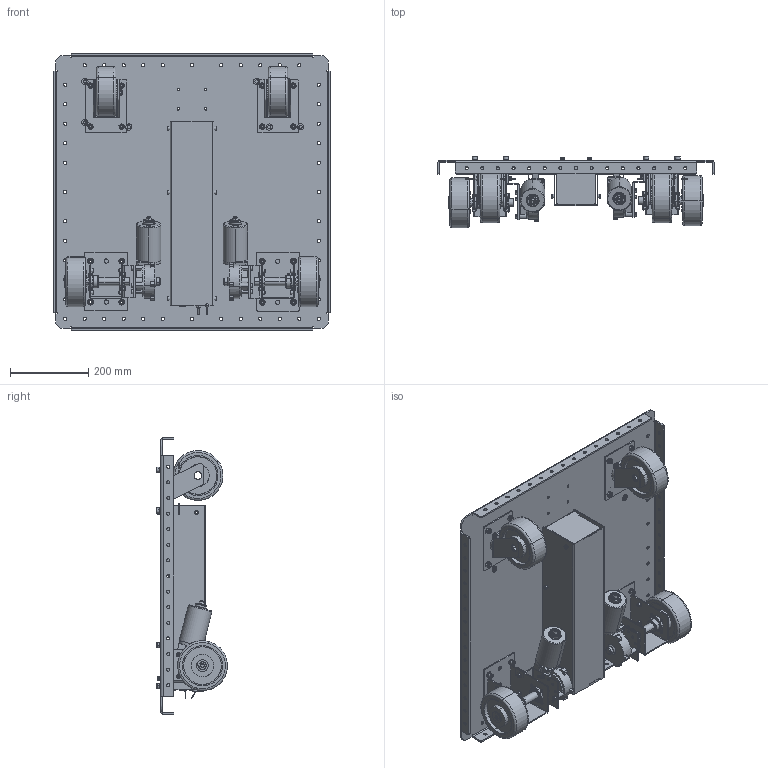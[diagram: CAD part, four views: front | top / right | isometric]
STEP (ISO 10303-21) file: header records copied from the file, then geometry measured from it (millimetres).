
FILE_DESCRIPTION (( 'STEP AP214' ), '1' );
FILE_NAME ('320.001.102_RC_Podium_MidProfile.STEP', '2023-03-22T08:18:59', ( '' ), ( '' ), 'SwSTEP 2.0', 'SolidWorks 2022', '' );
FILE_SCHEMA (( 'AUTOMOTIVE_DESIGN' ));
Length unit declared in the file: millimetre
Products named in the file (1): 320.001.102_RC_Podium_MidProfile
Bounding box: 708 x 181.36 x 708 mm (x, y, z)
Surface area: 2298496.5 mm2 (no closed solid volume)
Topology: 0 solids, 206 shells, 2003 faces, 6457 edges, 4579 vertices
Faces by surface type: cylinder 839, plane 647, cone 244, torus 188, sphere 50, bspline 35
Entity records: 96747 total; most frequent: CARTESIAN_POINT 16606, DIRECTION 13114, ORIENTED_EDGE 10281, EDGE_CURVE 6326, AXIS2_PLACEMENT_3D 5113, VERTEX_POINT 4508, CIRCLE 3144, VECTOR 2888
